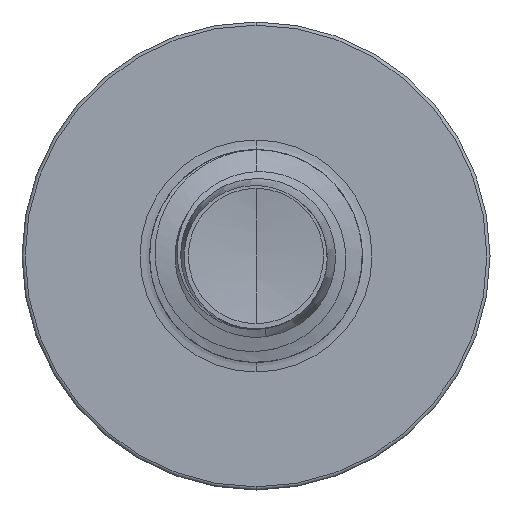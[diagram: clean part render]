
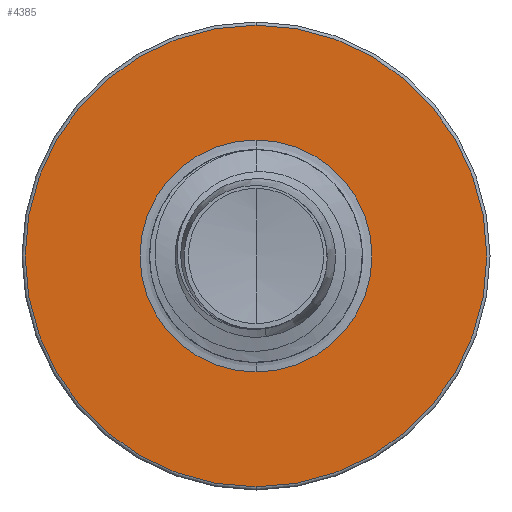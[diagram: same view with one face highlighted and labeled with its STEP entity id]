
A CAD part, front view. The second image highlights one B-rep face of the part: STEP entity #4385.
In plain terms, the highlighted planar face has unit normal (0, -1, 0).
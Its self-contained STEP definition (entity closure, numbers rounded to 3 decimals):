
#302 = FACE_BOUND ( 'NONE', #14440, .T. ) ;
#779 = CARTESIAN_POINT ( 'NONE',  ( 0., 6., 2.713 ) ) ;
#997 = DIRECTION ( 'NONE',  ( 0., 0., 1. ) ) ;
#1447 = CIRCLE ( 'NONE', #6745, 1.363 ) ;
#1563 = EDGE_CURVE ( 'NONE', #8528, #17473, #4374, .T. ) ;
#1780 = PLANE ( 'NONE',  #21077 ) ;
#1884 = DIRECTION ( 'NONE',  ( 0., 0., 1. ) ) ;
#1910 = DIRECTION ( 'NONE',  ( 0., 1., 0. ) ) ;
#1972 = CARTESIAN_POINT ( 'NONE',  ( 0., 6., 0. ) ) ;
#2017 = CIRCLE ( 'NONE', #20051, 1.363 ) ;
#4374 = CIRCLE ( 'NONE', #14178, 2.713 ) ;
#4385 = ADVANCED_FACE ( 'NONE', ( #5579, #302 ), #1780, .F. ) ;
#5579 = FACE_OUTER_BOUND ( 'NONE', #7365, .T. ) ;
#6745 = AXIS2_PLACEMENT_3D ( 'NONE', #20972, #11630, #22524 ) ;
#6948 = CARTESIAN_POINT ( 'NONE',  ( 0., 6., 1.363 ) ) ;
#7365 = EDGE_LOOP ( 'NONE', ( #21555, #9151 ) ) ;
#7713 = CARTESIAN_POINT ( 'NONE',  ( 0., 6., -1.363 ) ) ;
#7739 = CARTESIAN_POINT ( 'NONE',  ( 0., 6., 0. ) ) ;
#8528 = VERTEX_POINT ( 'NONE', #779 ) ;
#9151 = ORIENTED_EDGE ( 'NONE', *, *, #17311, .F. ) ;
#9672 = DIRECTION ( 'NONE',  ( 0., 0., 1. ) ) ;
#9753 = ORIENTED_EDGE ( 'NONE', *, *, #22384, .T. ) ;
#11081 = CARTESIAN_POINT ( 'NONE',  ( 0., 6., -1.363 ) ) ;
#11568 = DIRECTION ( 'NONE',  ( 0., 1., 0. ) ) ;
#11630 = DIRECTION ( 'NONE',  ( 0., 1., 0. ) ) ;
#12607 = DIRECTION ( 'NONE',  ( 0., 1., 0. ) ) ;
#12683 = VERTEX_POINT ( 'NONE', #11081 ) ;
#12775 = AXIS2_PLACEMENT_3D ( 'NONE', #7739, #19541, #9672 ) ;
#14032 = ORIENTED_EDGE ( 'NONE', *, *, #18261, .T. ) ;
#14178 = AXIS2_PLACEMENT_3D ( 'NONE', #1972, #1910, #1884 ) ;
#14440 = EDGE_LOOP ( 'NONE', ( #14032, #9753 ) ) ;
#15917 = VERTEX_POINT ( 'NONE', #6948 ) ;
#17311 = EDGE_CURVE ( 'NONE', #17473, #8528, #19934, .T. ) ;
#17473 = VERTEX_POINT ( 'NONE', #19824 ) ;
#18261 = EDGE_CURVE ( 'NONE', #15917, #12683, #1447, .T. ) ;
#19541 = DIRECTION ( 'NONE',  ( 0., 1., 0. ) ) ;
#19824 = CARTESIAN_POINT ( 'NONE',  ( 0., 6., -2.712 ) ) ;
#19934 = CIRCLE ( 'NONE', #12775, 2.713 ) ;
#20051 = AXIS2_PLACEMENT_3D ( 'NONE', #21806, #12607, #997 ) ;
#20972 = CARTESIAN_POINT ( 'NONE',  ( 0., 6., 0. ) ) ;
#21077 = AXIS2_PLACEMENT_3D ( 'NONE', #7713, #11568, #22475 ) ;
#21555 = ORIENTED_EDGE ( 'NONE', *, *, #1563, .F. ) ;
#21806 = CARTESIAN_POINT ( 'NONE',  ( 0., 6., 0. ) ) ;
#22384 = EDGE_CURVE ( 'NONE', #12683, #15917, #2017, .T. ) ;
#22475 = DIRECTION ( 'NONE',  ( 0., 0., 1. ) ) ;
#22524 = DIRECTION ( 'NONE',  ( 0., 0., 1. ) ) ;
